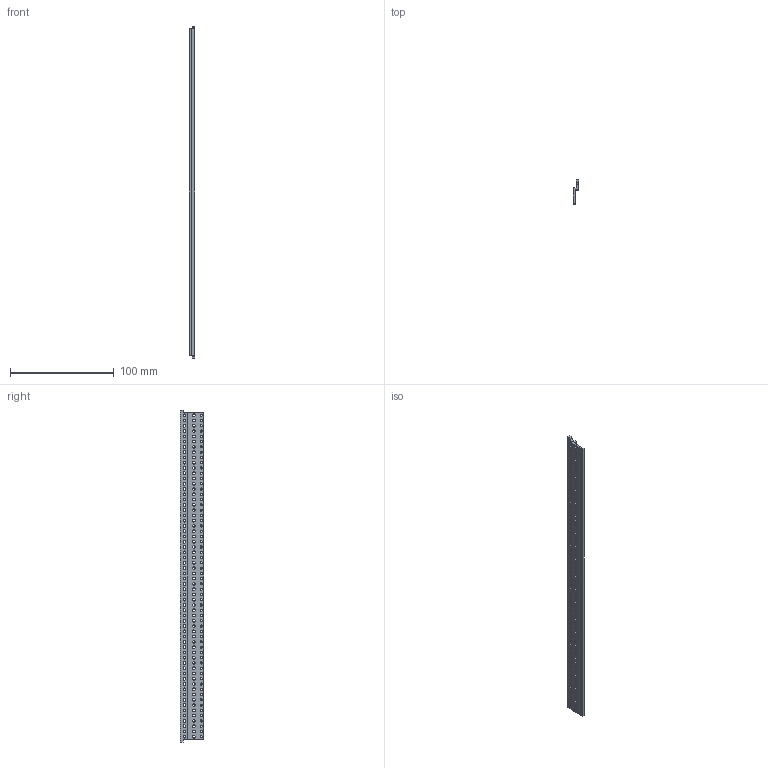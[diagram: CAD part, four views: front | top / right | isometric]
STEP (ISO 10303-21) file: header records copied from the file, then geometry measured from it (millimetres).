
FILE_DESCRIPTION(/* description */ (''),/* implementation_level */ '2;1');
FILE_NAME(/* name */ '86560210_ZS M 00060.stp',/* time_stamp */ '2014-09-03T15:12:50+02:00',/* author */ ('kotzmaier'),/* organization */ ('Fa. Bopla'),/* preprocessor_version */ 'ST-DEVELOPER v15.2',/* originating_system */ 'Autodesk Inventor 2014',/* authorisation */ '');
FILE_SCHEMA (('AUTOMOTIVE_DESIGN { 1 0 10303 214 3 1 1 }'));
Length unit declared in the file: millimetre
Products named in the file (1): ZS_M_00063_3DSYM
Bounding box: 5.1 x 22.6 x 320.04 mm (x, y, z)
Volume: 15272.4 mm3; surface area: 18963.5 mm2
Topology: 1 solids, 1 shells, 202 faces, 972 edges, 772 vertices
Faces by surface type: cylinder 188, plane 14
Full cylindrical faces by diameter (mm): 2.1 x62, 2.6 x124
Entity records: 11485 total; most frequent: DIRECTION 2126, CARTESIAN_POINT 1947, ORIENTED_EDGE 1944, EDGE_CURVE 972, AXIS2_PLACEMENT_3D 951, VERTEX_POINT 772, CIRCLE 748, EDGE_LOOP 574
